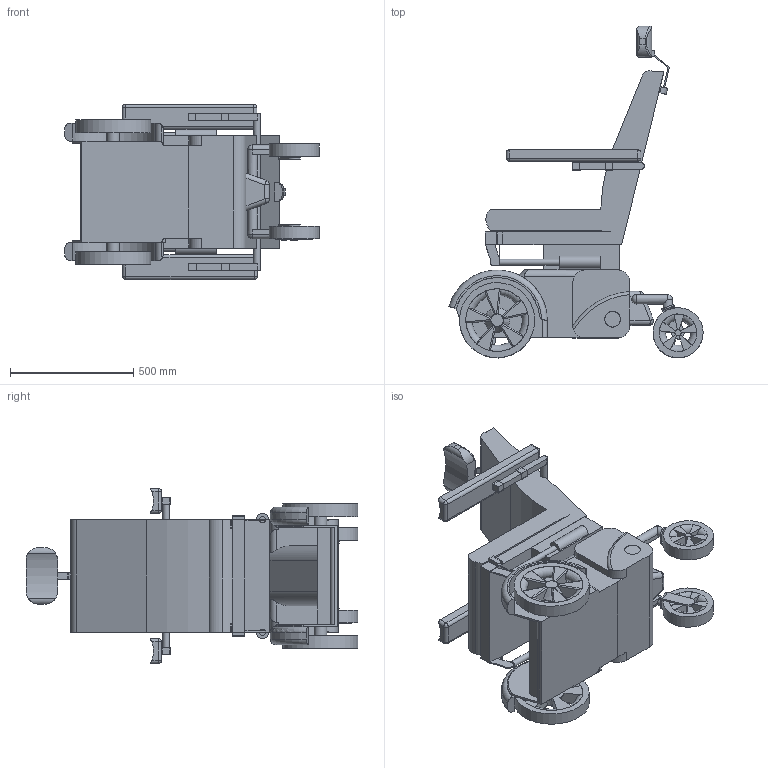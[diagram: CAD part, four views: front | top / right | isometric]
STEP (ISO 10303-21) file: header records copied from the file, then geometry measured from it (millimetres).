
FILE_DESCRIPTION(/* description */ (''),/* implementation_level */ '2;1');
FILE_NAME(/* name */ 'base0.stp',/* time_stamp */ '2019-04-16T17:38:28+01:00',/* author */ ('alfred.wilmot'),/* organization */ (''),/* preprocessor_version */ 'ST-DEVELOPER v18',/* originating_system */ 'Autodesk Translation Framework v8.2.0.1029',/* authorisation */ '');
FILE_SCHEMA (('AUTOMOTIVE_DESIGN { 1 0 10303 214 3 1 1 }'));
Length unit declared in the file: millimetre
Products named in the file (11): Jeff Malloy Wheelchair from GrabCAD; wheelchair seat; wheelchair arm rest; wheelchair pivot base; wheelchair base; wheelchair side reflector; wheelchair tail reflector; rear rubber tire; wheelchair rear rim; Wheelchair front rim; wheelchair front tire
Assembly tree (17 placements, depth 2):
  Jeff Malloy Wheelchair from GrabCAD
    wheelchair seat
    wheelchair arm rest  x2
    wheelchair pivot base
    wheelchair base
    wheelchair side reflector  x2
    wheelchair tail reflector  x2
    rear rubber tire  x2
    wheelchair rear rim  x2
    Wheelchair front rim  x2
    wheelchair front tire  x2
Bounding box: 1030.45 x 1345.34 x 710.16 mm (x, y, z)
Volume: 162430059.1 mm3; surface area: 5133666.1 mm2
Topology: 17 solids, 17 shells, 518 faces, 1401 edges, 882 vertices
Faces by surface type: plane 299, cylinder 161, torus 28, sphere 16, bspline 14
Full cylindrical faces by diameter (mm): 25.4 x4, 27.734 x1, 38.1 x4, 50.8 x6, 63.5 x3, 152.4 x4, 203.2 x2, 254 x4, 304.8 x2
Entity records: 15744 total; most frequent: CARTESIAN_POINT 4977, DIRECTION 2209, ORIENTED_EDGE 2174, EDGE_CURVE 1087, AXIS2_PLACEMENT_3D 771, VERTEX_POINT 692, LINE 667, VECTOR 667
